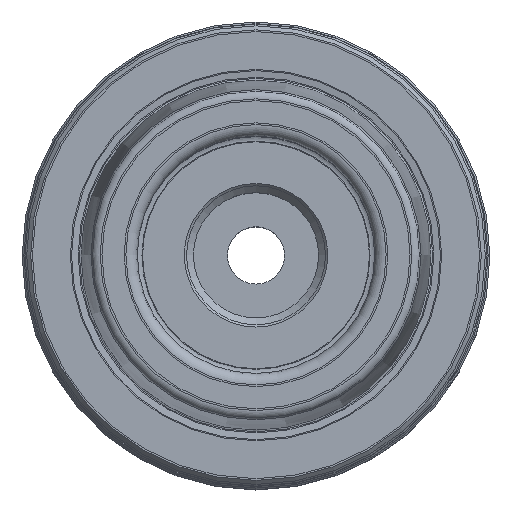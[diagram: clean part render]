
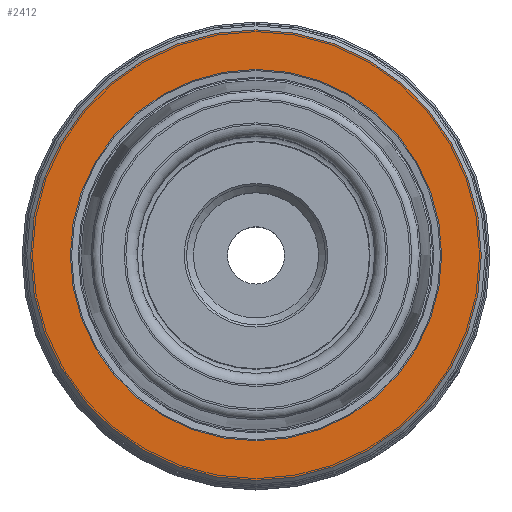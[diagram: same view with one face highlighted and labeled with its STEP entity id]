
A CAD part, top view. The second image highlights one B-rep face of the part: STEP entity #2412.
In plain terms, the highlighted planar face has unit normal (0, 0, 1).
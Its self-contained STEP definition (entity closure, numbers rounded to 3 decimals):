
#288=ORIENTED_EDGE('',*,*,#488,.T.);
#289=ORIENTED_EDGE('',*,*,#487,.F.);
#487=EDGE_CURVE('',#623,#623,#759,.T.);
#488=EDGE_CURVE('',#624,#624,#760,.T.);
#623=VERTEX_POINT('',#3537);
#624=VERTEX_POINT('',#3540);
#759=CIRCLE('',#2636,16.195);
#760=CIRCLE('',#2638,19.65);
#968=EDGE_LOOP('',(#288));
#969=EDGE_LOOP('',(#289));
#1240=FACE_BOUND('',#968,.T.);
#1241=FACE_BOUND('',#969,.T.);
#1372=PLANE('',#2637);
#2412=ADVANCED_FACE('',(#1240,#1241),#1372,.T.);
#2636=AXIS2_PLACEMENT_3D('',#3536,#3068,#3069);
#2637=AXIS2_PLACEMENT_3D('',#3538,#3070,#3071);
#2638=AXIS2_PLACEMENT_3D('',#3539,#3072,#3073);
#3068=DIRECTION('',(0.,0.,1.));
#3069=DIRECTION('',(1.,0.,0.));
#3070=DIRECTION('',(0.,0.,1.));
#3071=DIRECTION('',(1.,0.,0.));
#3072=DIRECTION('',(0.,0.,1.));
#3073=DIRECTION('',(1.,0.,0.));
#3536=CARTESIAN_POINT('',(0.,0.,0.2));
#3537=CARTESIAN_POINT('',(16.195,0.,0.2));
#3538=CARTESIAN_POINT('',(16.195,0.,0.2));
#3539=CARTESIAN_POINT('',(0.,0.,0.2));
#3540=CARTESIAN_POINT('',(19.65,0.,0.2));
